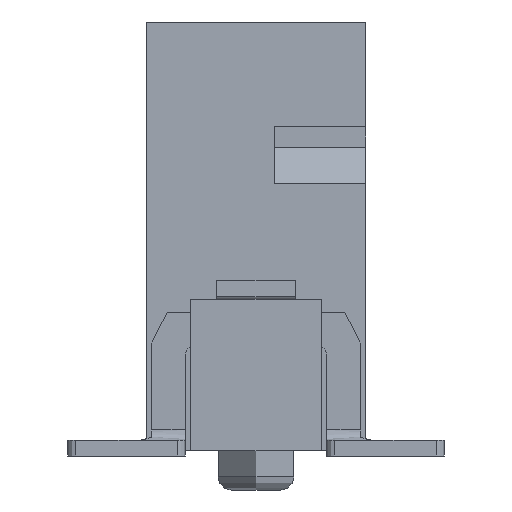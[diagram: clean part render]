
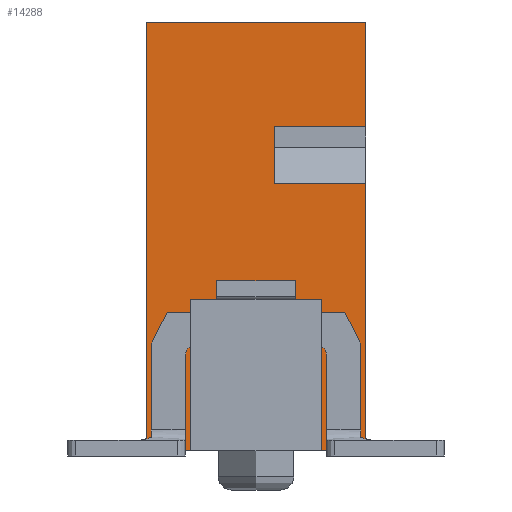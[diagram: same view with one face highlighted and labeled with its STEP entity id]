
A CAD part, left-side view. The second image highlights one B-rep face of the part: STEP entity #14288.
In plain terms, the highlighted planar face has unit normal (-1, 0, 0).
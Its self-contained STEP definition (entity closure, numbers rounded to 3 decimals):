
#14064=CARTESIAN_POINT('',(-3.905,2.1,0.));
#14065=VERTEX_POINT('',#14064);
#14072=CARTESIAN_POINT('',(-3.905,2.1,8.2));
#14073=VERTEX_POINT('',#14072);
#14074=CARTESIAN_POINT('',(-3.905,2.1,0.));
#14075=DIRECTION('',(0.,0.,1.));
#14076=VECTOR('',#14075,8.2);
#14077=LINE('',#14074,#14076);
#14078=EDGE_CURVE('',#14065,#14073,#14077,.T.);
#14098=CARTESIAN_POINT('',(-3.905,0.,4.1));
#14099=DIRECTION('',(0.,-1.,0.));
#14100=DIRECTION('',(-1.,0.,0.));
#14101=AXIS2_PLACEMENT_3D('',#14098,#14100,#14099);
#14102=PLANE('',#14101);
#14103=CARTESIAN_POINT('',(-3.905,-0.7,1.));
#14104=VERTEX_POINT('',#14103);
#14105=CARTESIAN_POINT('',(-3.905,-0.75,1.));
#14106=VERTEX_POINT('',#14105);
#14107=CARTESIAN_POINT('',(-3.905,-0.7,1.));
#14108=DIRECTION('',(0.,-1.,0.));
#14109=VECTOR('',#14108,0.05);
#14110=LINE('',#14107,#14109);
#14111=EDGE_CURVE('',#14104,#14106,#14110,.T.);
#14112=ORIENTED_EDGE('',*,*,#14111,.T.);
#14113=CARTESIAN_POINT('',(-3.905,-0.75,1.75));
#14114=VERTEX_POINT('',#14113);
#14115=CARTESIAN_POINT('',(-3.905,-0.75,1.));
#14116=DIRECTION('',(0.,0.,1.));
#14117=VECTOR('',#14116,0.75);
#14118=LINE('',#14115,#14117);
#14119=EDGE_CURVE('',#14106,#14114,#14118,.T.);
#14120=ORIENTED_EDGE('',*,*,#14119,.T.);
#14121=CARTESIAN_POINT('',(-3.905,-0.9,1.9));
#14122=VERTEX_POINT('',#14121);
#14123=CARTESIAN_POINT('',(-3.905,-0.75,1.75));
#14124=DIRECTION('',(0.,-0.707,0.707));
#14125=VECTOR('',#14124,0.212);
#14126=LINE('',#14123,#14125);
#14127=EDGE_CURVE('',#14114,#14122,#14126,.T.);
#14128=ORIENTED_EDGE('',*,*,#14127,.T.);
#14129=CARTESIAN_POINT('',(-3.905,-1.1,1.9));
#14130=VERTEX_POINT('',#14129);
#14131=CARTESIAN_POINT('',(-3.905,-0.9,1.9));
#14132=DIRECTION('',(0.,-1.,0.));
#14133=VECTOR('',#14132,0.2);
#14134=LINE('',#14131,#14133);
#14135=EDGE_CURVE('',#14122,#14130,#14134,.T.);
#14136=ORIENTED_EDGE('',*,*,#14135,.T.);
#14137=CARTESIAN_POINT('',(-3.905,-1.25,1.75));
#14138=VERTEX_POINT('',#14137);
#14139=CARTESIAN_POINT('',(-3.905,-1.1,1.9));
#14140=DIRECTION('',(0.,-0.707,-0.707));
#14141=VECTOR('',#14140,0.212);
#14142=LINE('',#14139,#14141);
#14143=EDGE_CURVE('',#14130,#14138,#14142,.T.);
#14144=ORIENTED_EDGE('',*,*,#14143,.T.);
#14145=CARTESIAN_POINT('',(-3.905,-1.25,0.));
#14146=VERTEX_POINT('',#14145);
#14147=CARTESIAN_POINT('',(-3.905,-1.25,1.75));
#14148=DIRECTION('',(0.,0.,-1.));
#14149=VECTOR('',#14148,1.75);
#14150=LINE('',#14147,#14149);
#14151=EDGE_CURVE('',#14138,#14146,#14150,.T.);
#14152=ORIENTED_EDGE('',*,*,#14151,.T.);
#14153=CARTESIAN_POINT('',(-3.905,-2.1,0.));
#14154=VERTEX_POINT('',#14153);
#14155=CARTESIAN_POINT('',(-3.905,-1.25,0.));
#14156=DIRECTION('',(0.,-1.,0.));
#14157=VECTOR('',#14156,0.85);
#14158=LINE('',#14155,#14157);
#14159=EDGE_CURVE('',#14146,#14154,#14158,.T.);
#14160=ORIENTED_EDGE('',*,*,#14159,.T.);
#14161=CARTESIAN_POINT('',(-3.905,-2.1,5.11));
#14162=VERTEX_POINT('',#14161);
#14163=CARTESIAN_POINT('',(-3.905,-2.1,0.));
#14164=DIRECTION('',(0.,0.,1.));
#14165=VECTOR('',#14164,5.11);
#14166=LINE('',#14163,#14165);
#14167=EDGE_CURVE('',#14154,#14162,#14166,.T.);
#14168=ORIENTED_EDGE('',*,*,#14167,.T.);
#14169=CARTESIAN_POINT('',(-3.905,-0.35,5.11));
#14170=VERTEX_POINT('',#14169);
#14171=CARTESIAN_POINT('',(-3.905,-2.1,5.11));
#14172=DIRECTION('',(0.,1.,0.));
#14173=VECTOR('',#14172,1.75);
#14174=LINE('',#14171,#14173);
#14175=EDGE_CURVE('',#14162,#14170,#14174,.T.);
#14176=ORIENTED_EDGE('',*,*,#14175,.T.);
#14177=CARTESIAN_POINT('',(-3.905,-0.35,6.2));
#14178=VERTEX_POINT('',#14177);
#14179=CARTESIAN_POINT('',(-3.905,-0.35,5.11));
#14180=DIRECTION('',(0.,0.,1.));
#14181=VECTOR('',#14180,1.09);
#14182=LINE('',#14179,#14181);
#14183=EDGE_CURVE('',#14170,#14178,#14182,.T.);
#14184=ORIENTED_EDGE('',*,*,#14183,.T.);
#14185=CARTESIAN_POINT('',(-3.905,-2.1,6.2));
#14186=VERTEX_POINT('',#14185);
#14187=CARTESIAN_POINT('',(-3.905,-0.35,6.2));
#14188=DIRECTION('',(0.,-1.,0.));
#14189=VECTOR('',#14188,1.75);
#14190=LINE('',#14187,#14189);
#14191=EDGE_CURVE('',#14178,#14186,#14190,.T.);
#14192=ORIENTED_EDGE('',*,*,#14191,.T.);
#14193=CARTESIAN_POINT('',(-3.905,-2.1,8.2));
#14194=VERTEX_POINT('',#14193);
#14195=CARTESIAN_POINT('',(-3.905,-2.1,6.2));
#14196=DIRECTION('',(0.,0.,1.));
#14197=VECTOR('',#14196,2.);
#14198=LINE('',#14195,#14197);
#14199=EDGE_CURVE('',#14186,#14194,#14198,.T.);
#14200=ORIENTED_EDGE('',*,*,#14199,.T.);
#14201=CARTESIAN_POINT('',(-3.905,-2.1,8.2));
#14202=DIRECTION('',(0.,1.,0.));
#14203=VECTOR('',#14202,4.2);
#14204=LINE('',#14201,#14203);
#14205=EDGE_CURVE('',#14194,#14073,#14204,.T.);
#14206=ORIENTED_EDGE('',*,*,#14205,.T.);
#14207=ORIENTED_EDGE('',*,*,#14078,.F.);
#14208=CARTESIAN_POINT('',(-3.905,1.25,0.));
#14209=VERTEX_POINT('',#14208);
#14210=CARTESIAN_POINT('',(-3.905,2.1,0.));
#14211=DIRECTION('',(0.,-1.,0.));
#14212=VECTOR('',#14211,0.85);
#14213=LINE('',#14210,#14212);
#14214=EDGE_CURVE('',#14065,#14209,#14213,.T.);
#14215=ORIENTED_EDGE('',*,*,#14214,.T.);
#14216=CARTESIAN_POINT('',(-3.905,1.25,1.75));
#14217=VERTEX_POINT('',#14216);
#14218=CARTESIAN_POINT('',(-3.905,1.25,0.));
#14219=DIRECTION('',(0.,0.,1.));
#14220=VECTOR('',#14219,1.75);
#14221=LINE('',#14218,#14220);
#14222=EDGE_CURVE('',#14209,#14217,#14221,.T.);
#14223=ORIENTED_EDGE('',*,*,#14222,.T.);
#14224=CARTESIAN_POINT('',(-3.905,1.1,1.9));
#14225=VERTEX_POINT('',#14224);
#14226=CARTESIAN_POINT('',(-3.905,1.25,1.75));
#14227=DIRECTION('',(0.,-0.707,0.707));
#14228=VECTOR('',#14227,0.212);
#14229=LINE('',#14226,#14228);
#14230=EDGE_CURVE('',#14217,#14225,#14229,.T.);
#14231=ORIENTED_EDGE('',*,*,#14230,.T.);
#14232=CARTESIAN_POINT('',(-3.905,0.9,1.9));
#14233=VERTEX_POINT('',#14232);
#14234=CARTESIAN_POINT('',(-3.905,1.1,1.9));
#14235=DIRECTION('',(0.,-1.,0.));
#14236=VECTOR('',#14235,0.2);
#14237=LINE('',#14234,#14236);
#14238=EDGE_CURVE('',#14225,#14233,#14237,.T.);
#14239=ORIENTED_EDGE('',*,*,#14238,.T.);
#14240=CARTESIAN_POINT('',(-3.905,0.75,1.75));
#14241=VERTEX_POINT('',#14240);
#14242=CARTESIAN_POINT('',(-3.905,0.9,1.9));
#14243=DIRECTION('',(0.,-0.707,-0.707));
#14244=VECTOR('',#14243,0.212);
#14245=LINE('',#14242,#14244);
#14246=EDGE_CURVE('',#14233,#14241,#14245,.T.);
#14247=ORIENTED_EDGE('',*,*,#14246,.T.);
#14248=CARTESIAN_POINT('',(-3.905,0.75,1.));
#14249=VERTEX_POINT('',#14248);
#14250=CARTESIAN_POINT('',(-3.905,0.75,1.75));
#14251=DIRECTION('',(0.,0.,-1.));
#14252=VECTOR('',#14251,0.75);
#14253=LINE('',#14250,#14252);
#14254=EDGE_CURVE('',#14241,#14249,#14253,.T.);
#14255=ORIENTED_EDGE('',*,*,#14254,.T.);
#14256=CARTESIAN_POINT('',(-3.905,0.7,1.));
#14257=VERTEX_POINT('',#14256);
#14258=CARTESIAN_POINT('',(-3.905,0.75,1.));
#14259=DIRECTION('',(0.,-1.,0.));
#14260=VECTOR('',#14259,0.05);
#14261=LINE('',#14258,#14260);
#14262=EDGE_CURVE('',#14249,#14257,#14261,.T.);
#14263=ORIENTED_EDGE('',*,*,#14262,.T.);
#14264=CARTESIAN_POINT('',(-3.905,0.7,0.1));
#14265=VERTEX_POINT('',#14264);
#14266=CARTESIAN_POINT('',(-3.905,0.7,1.));
#14267=DIRECTION('',(0.,0.,-1.));
#14268=VECTOR('',#14267,0.9);
#14269=LINE('',#14266,#14268);
#14270=EDGE_CURVE('',#14257,#14265,#14269,.T.);
#14271=ORIENTED_EDGE('',*,*,#14270,.T.);
#14272=CARTESIAN_POINT('',(-3.905,-0.7,0.1));
#14273=VERTEX_POINT('',#14272);
#14274=CARTESIAN_POINT('',(-3.905,0.7,0.1));
#14275=DIRECTION('',(0.,-1.,0.));
#14276=VECTOR('',#14275,1.4);
#14277=LINE('',#14274,#14276);
#14278=EDGE_CURVE('',#14265,#14273,#14277,.T.);
#14279=ORIENTED_EDGE('',*,*,#14278,.T.);
#14280=CARTESIAN_POINT('',(-3.905,-0.7,0.1));
#14281=DIRECTION('',(0.,0.,1.));
#14282=VECTOR('',#14281,0.9);
#14283=LINE('',#14280,#14282);
#14284=EDGE_CURVE('',#14273,#14104,#14283,.T.);
#14285=ORIENTED_EDGE('',*,*,#14284,.T.);
#14286=EDGE_LOOP('',(#14112,#14120,#14128,#14136,#14144,#14152,#14160,#14168,#14176,#14184,#14192,#14200,#14206,#14207,#14215,#14223,#14231,#14239,#14247,#14255,#14263,#14271,#14279,#14285));
#14287=FACE_OUTER_BOUND('',#14286,.T.);
#14288=ADVANCED_FACE('',(#14287),#14102,.T.);
